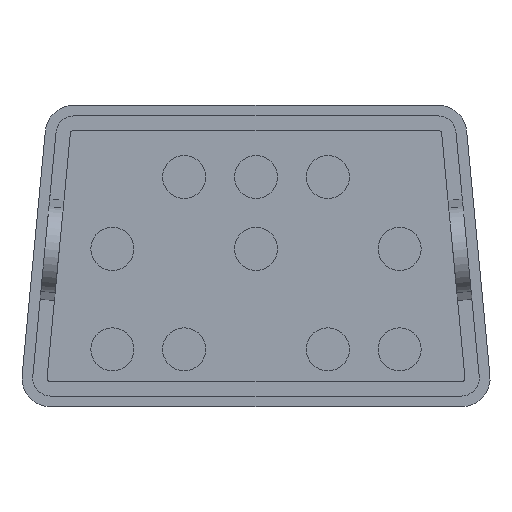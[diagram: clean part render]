
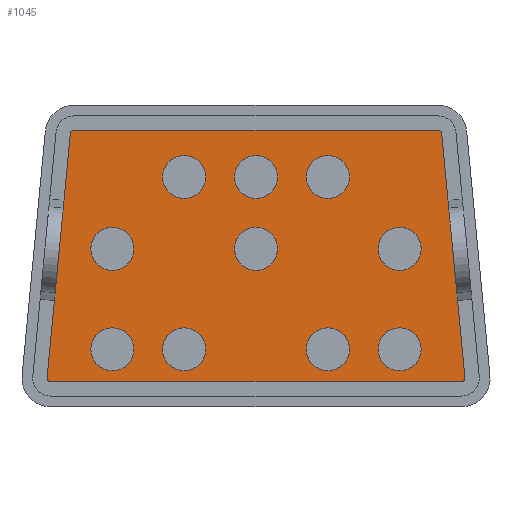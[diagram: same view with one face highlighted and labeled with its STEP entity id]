
A CAD part, left-side view. The second image highlights one B-rep face of the part: STEP entity #1045.
In plain terms, the highlighted planar face has unit normal (-1, 0, 0).
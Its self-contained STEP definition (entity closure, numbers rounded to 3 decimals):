
#747 = VERTEX_POINT('',#748);
#748 = CARTESIAN_POINT('',(3.,-28.601,-8.3));
#756 = VERTEX_POINT('',#757);
#757 = CARTESIAN_POINT('',(3.,-29.099,-7.753));
#763 = EDGE_CURVE('',#747,#756,#764,.T.);
#764 = CIRCLE('',#765,0.5);
#765 = AXIS2_PLACEMENT_3D('',#766,#767,#768);
#766 = CARTESIAN_POINT('',(3.,-28.601,-7.8));
#767 = DIRECTION('',(-1.,-0.,-0.));
#768 = DIRECTION('',(0.,0.,-1.));
#778 = EDGE_CURVE('',#747,#779,#781,.T.);
#779 = VERTEX_POINT('',#780);
#780 = CARTESIAN_POINT('',(3.,28.601,-8.3));
#781 = LINE('',#782,#783);
#782 = CARTESIAN_POINT('',(3.,-33.,-8.3));
#783 = VECTOR('',#784,1.);
#784 = DIRECTION('',(0.,1.,0.));
#805 = VERTEX_POINT('',#806);
#806 = CARTESIAN_POINT('',(3.,29.099,-7.753));
#812 = EDGE_CURVE('',#779,#805,#813,.T.);
#813 = CIRCLE('',#814,0.5);
#814 = AXIS2_PLACEMENT_3D('',#815,#816,#817);
#815 = CARTESIAN_POINT('',(3.,28.601,-7.8));
#816 = DIRECTION('',(1.,-0.,0.));
#817 = DIRECTION('',(0.,0.,-1.));
#945 = VERTEX_POINT('',#946);
#946 = CARTESIAN_POINT('',(3.,25.861,26.247));
#954 = VERTEX_POINT('',#955);
#955 = CARTESIAN_POINT('',(3.,25.363,26.7));
#961 = EDGE_CURVE('',#945,#954,#962,.T.);
#962 = CIRCLE('',#963,0.5);
#963 = AXIS2_PLACEMENT_3D('',#964,#965,#966);
#964 = CARTESIAN_POINT('',(3.,25.363,26.2));
#965 = DIRECTION('',(1.,-0.,0.));
#966 = DIRECTION('',(0.,0.,-1.));
#979 = VERTEX_POINT('',#980);
#980 = CARTESIAN_POINT('',(3.,-25.363,26.7));
#986 = EDGE_CURVE('',#954,#979,#987,.T.);
#987 = LINE('',#988,#989);
#988 = CARTESIAN_POINT('',(3.,29.,26.7));
#989 = VECTOR('',#990,1.);
#990 = DIRECTION('',(0.,-1.,0.));
#1003 = VERTEX_POINT('',#1004);
#1004 = CARTESIAN_POINT('',(3.,-25.861,26.247));
#1010 = EDGE_CURVE('',#979,#1003,#1011,.T.);
#1011 = CIRCLE('',#1012,0.5);
#1012 = AXIS2_PLACEMENT_3D('',#1013,#1014,#1015);
#1013 = CARTESIAN_POINT('',(3.,-25.363,26.2));
#1014 = DIRECTION('',(1.,-0.,0.));
#1015 = DIRECTION('',(0.,0.,-1.));
#1045 = ADVANCED_FACE('',(#1046,#1066,#1077,#1088,#1099,#1110,#1121,
    #1132,#1143,#1154,#1165),#1176,.F.);
#1046 = FACE_BOUND('',#1047,.F.);
#1047 = EDGE_LOOP('',(#1048,#1049,#1050,#1051,#1057,#1058,#1059,#1060));
#1048 = ORIENTED_EDGE('',*,*,#763,.F.);
#1049 = ORIENTED_EDGE('',*,*,#778,.T.);
#1050 = ORIENTED_EDGE('',*,*,#812,.T.);
#1051 = ORIENTED_EDGE('',*,*,#1052,.T.);
#1052 = EDGE_CURVE('',#805,#945,#1053,.T.);
#1053 = LINE('',#1054,#1055);
#1054 = CARTESIAN_POINT('',(3.,29.516,-12.132));
#1055 = VECTOR('',#1056,1.);
#1056 = DIRECTION('',(0.,-0.095,0.995));
#1057 = ORIENTED_EDGE('',*,*,#961,.T.);
#1058 = ORIENTED_EDGE('',*,*,#986,.T.);
#1059 = ORIENTED_EDGE('',*,*,#1010,.T.);
#1060 = ORIENTED_EDGE('',*,*,#1061,.F.);
#1061 = EDGE_CURVE('',#756,#1003,#1062,.T.);
#1062 = LINE('',#1063,#1064);
#1063 = CARTESIAN_POINT('',(3.,-29.516,-12.132));
#1064 = VECTOR('',#1065,1.);
#1065 = DIRECTION('',(0.,0.095,0.995));
#1066 = FACE_BOUND('',#1067,.F.);
#1067 = EDGE_LOOP('',(#1068));
#1068 = ORIENTED_EDGE('',*,*,#1069,.T.);
#1069 = EDGE_CURVE('',#1070,#1070,#1072,.T.);
#1070 = VERTEX_POINT('',#1071);
#1071 = CARTESIAN_POINT('',(3.,-17.,-3.8));
#1072 = CIRCLE('',#1073,3.);
#1073 = AXIS2_PLACEMENT_3D('',#1074,#1075,#1076);
#1074 = CARTESIAN_POINT('',(3.,-20.,-3.8));
#1075 = DIRECTION('',(-1.,0.,0.));
#1076 = DIRECTION('',(0.,1.,0.));
#1077 = FACE_BOUND('',#1078,.F.);
#1078 = EDGE_LOOP('',(#1079));
#1079 = ORIENTED_EDGE('',*,*,#1080,.T.);
#1080 = EDGE_CURVE('',#1081,#1081,#1083,.T.);
#1081 = VERTEX_POINT('',#1082);
#1082 = CARTESIAN_POINT('',(3.,-7.,-3.8));
#1083 = CIRCLE('',#1084,3.);
#1084 = AXIS2_PLACEMENT_3D('',#1085,#1086,#1087);
#1085 = CARTESIAN_POINT('',(3.,-10.,-3.8));
#1086 = DIRECTION('',(-1.,0.,0.));
#1087 = DIRECTION('',(0.,1.,0.));
#1088 = FACE_BOUND('',#1089,.F.);
#1089 = EDGE_LOOP('',(#1090));
#1090 = ORIENTED_EDGE('',*,*,#1091,.T.);
#1091 = EDGE_CURVE('',#1092,#1092,#1094,.T.);
#1092 = VERTEX_POINT('',#1093);
#1093 = CARTESIAN_POINT('',(3.,13.,-3.8));
#1094 = CIRCLE('',#1095,3.);
#1095 = AXIS2_PLACEMENT_3D('',#1096,#1097,#1098);
#1096 = CARTESIAN_POINT('',(3.,10.,-3.8));
#1097 = DIRECTION('',(-1.,0.,0.));
#1098 = DIRECTION('',(0.,1.,0.));
#1099 = FACE_BOUND('',#1100,.F.);
#1100 = EDGE_LOOP('',(#1101));
#1101 = ORIENTED_EDGE('',*,*,#1102,.T.);
#1102 = EDGE_CURVE('',#1103,#1103,#1105,.T.);
#1103 = VERTEX_POINT('',#1104);
#1104 = CARTESIAN_POINT('',(3.,23.,-3.8));
#1105 = CIRCLE('',#1106,3.);
#1106 = AXIS2_PLACEMENT_3D('',#1107,#1108,#1109);
#1107 = CARTESIAN_POINT('',(3.,20.,-3.8));
#1108 = DIRECTION('',(-1.,0.,0.));
#1109 = DIRECTION('',(0.,1.,0.));
#1110 = FACE_BOUND('',#1111,.F.);
#1111 = EDGE_LOOP('',(#1112));
#1112 = ORIENTED_EDGE('',*,*,#1113,.T.);
#1113 = EDGE_CURVE('',#1114,#1114,#1116,.T.);
#1114 = VERTEX_POINT('',#1115);
#1115 = CARTESIAN_POINT('',(3.,-17.,10.2));
#1116 = CIRCLE('',#1117,3.);
#1117 = AXIS2_PLACEMENT_3D('',#1118,#1119,#1120);
#1118 = CARTESIAN_POINT('',(3.,-20.,10.2));
#1119 = DIRECTION('',(-1.,0.,0.));
#1120 = DIRECTION('',(0.,1.,0.));
#1121 = FACE_BOUND('',#1122,.F.);
#1122 = EDGE_LOOP('',(#1123));
#1123 = ORIENTED_EDGE('',*,*,#1124,.T.);
#1124 = EDGE_CURVE('',#1125,#1125,#1127,.T.);
#1125 = VERTEX_POINT('',#1126);
#1126 = CARTESIAN_POINT('',(3.,-7.,20.2));
#1127 = CIRCLE('',#1128,3.);
#1128 = AXIS2_PLACEMENT_3D('',#1129,#1130,#1131);
#1129 = CARTESIAN_POINT('',(3.,-10.,20.2));
#1130 = DIRECTION('',(-1.,0.,0.));
#1131 = DIRECTION('',(0.,1.,0.));
#1132 = FACE_BOUND('',#1133,.F.);
#1133 = EDGE_LOOP('',(#1134));
#1134 = ORIENTED_EDGE('',*,*,#1135,.T.);
#1135 = EDGE_CURVE('',#1136,#1136,#1138,.T.);
#1136 = VERTEX_POINT('',#1137);
#1137 = CARTESIAN_POINT('',(3.,3.,10.2));
#1138 = CIRCLE('',#1139,3.);
#1139 = AXIS2_PLACEMENT_3D('',#1140,#1141,#1142);
#1140 = CARTESIAN_POINT('',(3.,0.,10.2));
#1141 = DIRECTION('',(-1.,0.,0.));
#1142 = DIRECTION('',(0.,1.,0.));
#1143 = FACE_BOUND('',#1144,.F.);
#1144 = EDGE_LOOP('',(#1145));
#1145 = ORIENTED_EDGE('',*,*,#1146,.T.);
#1146 = EDGE_CURVE('',#1147,#1147,#1149,.T.);
#1147 = VERTEX_POINT('',#1148);
#1148 = CARTESIAN_POINT('',(3.,23.,10.2));
#1149 = CIRCLE('',#1150,3.);
#1150 = AXIS2_PLACEMENT_3D('',#1151,#1152,#1153);
#1151 = CARTESIAN_POINT('',(3.,20.,10.2));
#1152 = DIRECTION('',(-1.,0.,0.));
#1153 = DIRECTION('',(0.,1.,0.));
#1154 = FACE_BOUND('',#1155,.F.);
#1155 = EDGE_LOOP('',(#1156));
#1156 = ORIENTED_EDGE('',*,*,#1157,.T.);
#1157 = EDGE_CURVE('',#1158,#1158,#1160,.T.);
#1158 = VERTEX_POINT('',#1159);
#1159 = CARTESIAN_POINT('',(3.,3.,20.2));
#1160 = CIRCLE('',#1161,3.);
#1161 = AXIS2_PLACEMENT_3D('',#1162,#1163,#1164);
#1162 = CARTESIAN_POINT('',(3.,0.,20.2));
#1163 = DIRECTION('',(-1.,0.,0.));
#1164 = DIRECTION('',(0.,1.,0.));
#1165 = FACE_BOUND('',#1166,.F.);
#1166 = EDGE_LOOP('',(#1167));
#1167 = ORIENTED_EDGE('',*,*,#1168,.T.);
#1168 = EDGE_CURVE('',#1169,#1169,#1171,.T.);
#1169 = VERTEX_POINT('',#1170);
#1170 = CARTESIAN_POINT('',(3.,13.,20.2));
#1171 = CIRCLE('',#1172,3.);
#1172 = AXIS2_PLACEMENT_3D('',#1173,#1174,#1175);
#1173 = CARTESIAN_POINT('',(3.,10.,20.2));
#1174 = DIRECTION('',(-1.,0.,0.));
#1175 = DIRECTION('',(0.,1.,0.));
#1176 = PLANE('',#1177);
#1177 = AXIS2_PLACEMENT_3D('',#1178,#1179,#1180);
#1178 = CARTESIAN_POINT('',(3.,0.,8.394));
#1179 = DIRECTION('',(1.,0.,0.));
#1180 = DIRECTION('',(0.,1.,0.));
